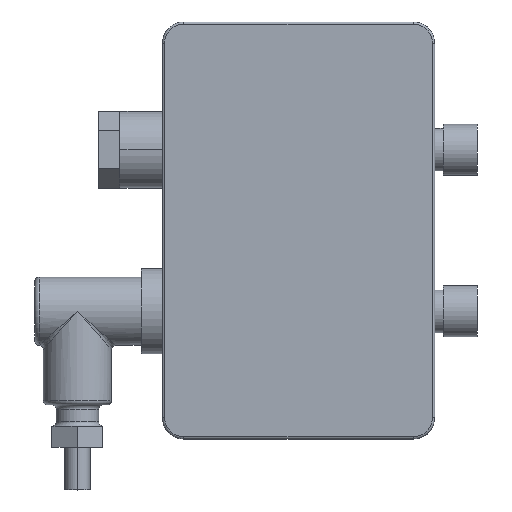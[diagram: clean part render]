
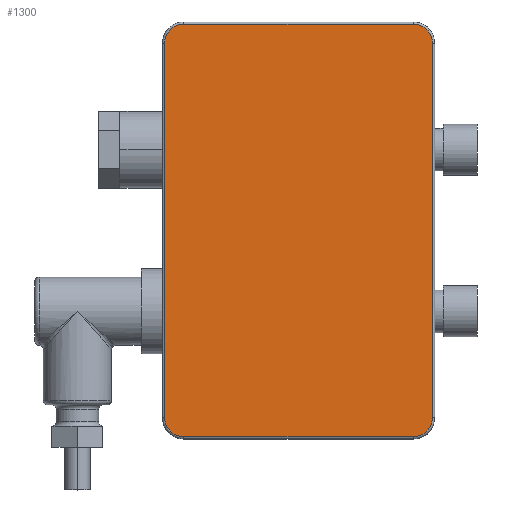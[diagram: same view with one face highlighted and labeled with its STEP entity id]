
A CAD part, top view. The second image highlights one B-rep face of the part: STEP entity #1300.
In plain terms, the highlighted planar face has unit normal (0, 0, 1).
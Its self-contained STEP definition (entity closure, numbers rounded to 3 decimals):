
#55=CARTESIAN_POINT('',(-27.,44.,0.));
#56=DIRECTION('',(0.,0.,1.));
#57=DIRECTION('',(0.,1.,0.));
#58=AXIS2_PLACEMENT_3D('',#55,#56,#57);
#60=DIRECTION('',(-1.,0.,0.));
#61=VECTOR('',#60,54.);
#62=CARTESIAN_POINT('',(27.,48.5,0.));
#63=LINE('',#62,#61);
#64=CARTESIAN_POINT('',(27.,44.,0.));
#65=DIRECTION('',(0.,0.,1.));
#66=DIRECTION('',(1.,0.,0.));
#67=AXIS2_PLACEMENT_3D('',#64,#65,#66);
#69=DIRECTION('',(0.,1.,0.));
#70=VECTOR('',#69,88.);
#71=CARTESIAN_POINT('',(31.5,-44.,0.));
#72=LINE('',#71,#70);
#73=CARTESIAN_POINT('',(27.,-44.,0.));
#74=DIRECTION('',(0.,0.,1.));
#75=DIRECTION('',(0.,-1.,0.));
#76=AXIS2_PLACEMENT_3D('',#73,#74,#75);
#78=DIRECTION('',(1.,0.,0.));
#79=VECTOR('',#78,54.);
#80=CARTESIAN_POINT('',(-27.,-48.5,0.));
#81=LINE('',#80,#79);
#82=CARTESIAN_POINT('',(-27.,-44.,0.));
#83=DIRECTION('',(0.,0.,1.));
#84=DIRECTION('',(-1.,0.,0.));
#85=AXIS2_PLACEMENT_3D('',#82,#83,#84);
#87=DIRECTION('',(0.,-1.,0.));
#88=VECTOR('',#87,88.);
#89=CARTESIAN_POINT('',(-31.5,44.,0.));
#90=LINE('',#89,#88);
#1045=CARTESIAN_POINT('',(-27.,48.5,0.));
#1046=CARTESIAN_POINT('',(-31.5,44.,0.));
#1047=VERTEX_POINT('',#1045);
#1048=VERTEX_POINT('',#1046);
#1053=CARTESIAN_POINT('',(-31.5,-44.,0.));
#1054=VERTEX_POINT('',#1053);
#1057=CARTESIAN_POINT('',(-27.,-48.5,0.));
#1058=VERTEX_POINT('',#1057);
#1061=CARTESIAN_POINT('',(27.,-48.5,0.));
#1062=VERTEX_POINT('',#1061);
#1065=CARTESIAN_POINT('',(31.5,-44.,0.));
#1066=VERTEX_POINT('',#1065);
#1069=CARTESIAN_POINT('',(31.5,44.,0.));
#1070=VERTEX_POINT('',#1069);
#1073=CARTESIAN_POINT('',(27.,48.5,0.));
#1074=VERTEX_POINT('',#1073);
#1277=CARTESIAN_POINT('',(0.,0.,0.));
#1278=DIRECTION('',(0.,0.,1.));
#1279=DIRECTION('',(1.,0.,0.));
#1280=AXIS2_PLACEMENT_3D('',#1277,#1278,#1279);
#1281=PLANE('',#1280);
#1283=ORIENTED_EDGE('',*,*,#1282,.F.);
#1285=ORIENTED_EDGE('',*,*,#1284,.F.);
#1287=ORIENTED_EDGE('',*,*,#1286,.F.);
#1289=ORIENTED_EDGE('',*,*,#1288,.F.);
#1291=ORIENTED_EDGE('',*,*,#1290,.F.);
#1293=ORIENTED_EDGE('',*,*,#1292,.F.);
#1295=ORIENTED_EDGE('',*,*,#1294,.F.);
#1297=ORIENTED_EDGE('',*,*,#1296,.F.);
#1298=EDGE_LOOP('',(#1283,#1285,#1287,#1289,#1291,#1293,#1295,#1297));
#1299=FACE_OUTER_BOUND('',#1298,.F.);
#1300=ADVANCED_FACE('',(#1299),#1281,.T.);
#59=CIRCLE('',#58,4.5);
#68=CIRCLE('',#67,4.5);
#77=CIRCLE('',#76,4.5);
#86=CIRCLE('',#85,4.5);
#1282=EDGE_CURVE('',#1047,#1048,#59,.T.);
#1284=EDGE_CURVE('',#1074,#1047,#63,.T.);
#1286=EDGE_CURVE('',#1070,#1074,#68,.T.);
#1288=EDGE_CURVE('',#1066,#1070,#72,.T.);
#1290=EDGE_CURVE('',#1062,#1066,#77,.T.);
#1292=EDGE_CURVE('',#1058,#1062,#81,.T.);
#1294=EDGE_CURVE('',#1054,#1058,#86,.T.);
#1296=EDGE_CURVE('',#1048,#1054,#90,.T.);
